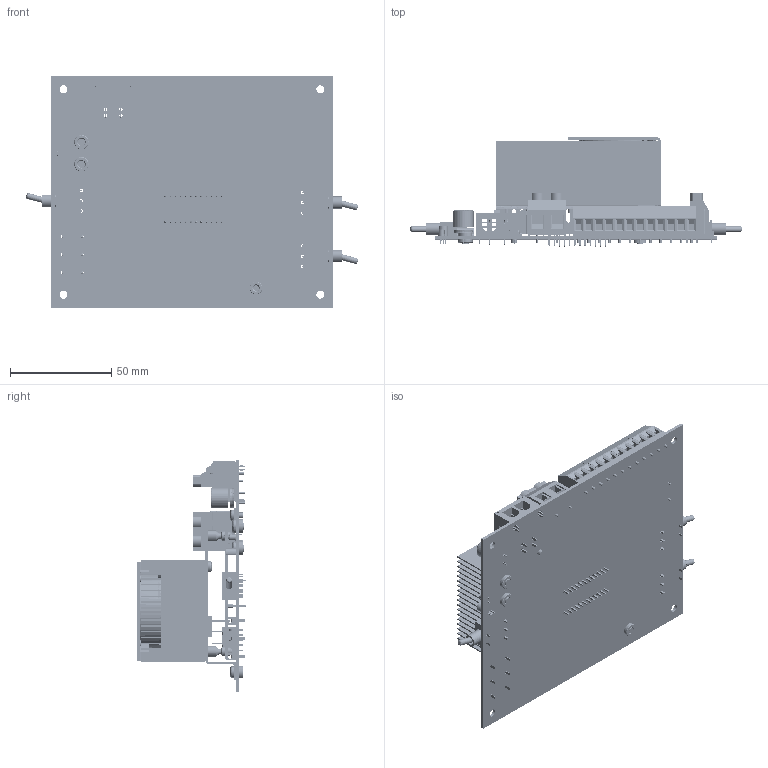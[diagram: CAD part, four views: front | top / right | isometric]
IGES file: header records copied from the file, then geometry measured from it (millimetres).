
Start section: SolidWorks IGES file using analytic representation for surfaces
Global section: file name: PLD10 Eval Brd w_Controller.IGS; native system: SolidWorks 2013; preprocessor: SolidWorks 2013; author: gniebel; date: 130130.104250; units: inch
Bounding box: 164.13 x 53.98 x 114.3 mm (x, y, z)
Surface area: 148176.6 mm2 (no closed solid volume)
Topology: 0 solids, 0 shells, 2466 faces, 30542 edges, 30458 vertices
Faces by surface type: bspline 1730, revolution 736
